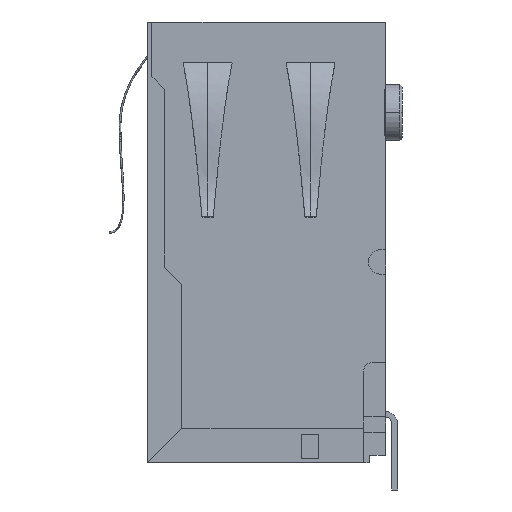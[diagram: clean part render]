
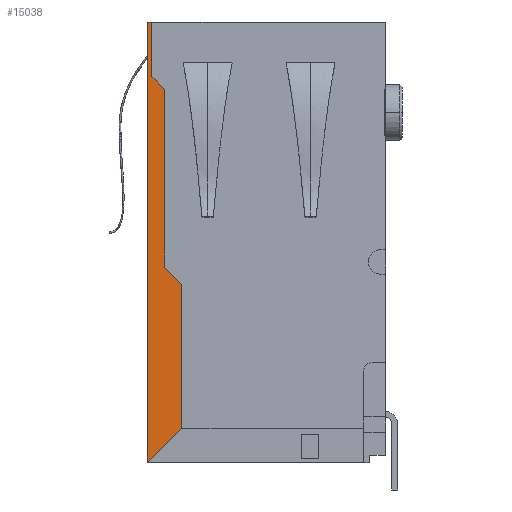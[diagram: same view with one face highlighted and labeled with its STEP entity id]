
A CAD part, left-side view. The second image highlights one B-rep face of the part: STEP entity #15038.
In plain terms, the highlighted planar face has unit normal (-1, 0, 0).
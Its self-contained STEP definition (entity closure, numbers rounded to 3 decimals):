
#657 = VERTEX_POINT ( 'NONE', #2621 ) ;
#658 = VERTEX_POINT ( 'NONE', #2626 ) ;
#664 = VERTEX_POINT ( 'NONE', #2629 ) ;
#665 = VERTEX_POINT ( 'NONE', #2691 ) ;
#675 = VERTEX_POINT ( 'NONE', #2686 ) ;
#676 = VERTEX_POINT ( 'NONE', #2672 ) ;
#2621 = CARTESIAN_POINT ( 'NONE',  ( -8.05, 5.935, 8.907 ) ) ;
#2626 = CARTESIAN_POINT ( 'NONE',  ( -8.05, 6.685, 9.657 ) ) ;
#2629 = CARTESIAN_POINT ( 'NONE',  ( -8.05, 4.935, -2.443 ) ) ;
#2672 = CARTESIAN_POINT ( 'NONE',  ( -8.05, 6.685, 12.84 ) ) ;
#2686 = CARTESIAN_POINT ( 'NONE',  ( -8.05, 4.935, -10.84 ) ) ;
#2691 = CARTESIAN_POINT ( 'NONE',  ( -8.05, 5.935, -1.443 ) ) ;
#4276 = EDGE_CURVE ( 'NONE', #8542, #8539, #9988, .T. ) ;
#4412 = EDGE_CURVE ( 'NONE', #8542, #675, #10205, .T. ) ;
#4424 = EDGE_CURVE ( 'NONE', #676, #658, #10229, .T. ) ;
#4425 = EDGE_CURVE ( 'NONE', #658, #657, #10231, .T. ) ;
#4426 = EDGE_CURVE ( 'NONE', #657, #665, #10233, .T. ) ;
#4427 = EDGE_CURVE ( 'NONE', #665, #664, #10235, .T. ) ;
#4428 = EDGE_CURVE ( 'NONE', #664, #675, #10237, .T. ) ;
#4442 = EDGE_CURVE ( 'NONE', #8539, #676, #10251, .T. ) ;
#6048 = AXIS2_PLACEMENT_3D ( 'NONE', #7986, #7996, #7997 ) ;
#7986 = CARTESIAN_POINT ( 'NONE',  ( -8.05, 6.935, -12.84 ) ) ;
#7992 = PLANE ( 'NONE',  #6048 ) ;
#7996 = DIRECTION ( 'NONE',  ( -1., 0., 0. ) ) ;
#7997 = DIRECTION ( 'NONE',  ( 0., 0., 1. ) ) ;
#8539 = VERTEX_POINT ( 'NONE', #11225 ) ;
#8542 = VERTEX_POINT ( 'NONE', #11228 ) ;
#9337 = CARTESIAN_POINT ( 'NONE',  ( -8.05, 6.935, -12.84 ) ) ;
#9343 = DIRECTION ( 'NONE',  ( 0., 0., 1. ) ) ;
#9988 = LINE ( 'NONE', #9337, #9993 ) ;
#9993 = VECTOR ( 'NONE', #9343, 1000. ) ;
#10205 = LINE ( 'NONE', #10544, #10208 ) ;
#10208 = VECTOR ( 'NONE', #10546, 1000. ) ;
#10229 = LINE ( 'NONE', #10568, #10232 ) ;
#10231 = LINE ( 'NONE', #10570, #10234 ) ;
#10232 = VECTOR ( 'NONE', #10569, 1000. ) ;
#10233 = LINE ( 'NONE', #10572, #10236 ) ;
#10234 = VECTOR ( 'NONE', #10571, 1000. ) ;
#10235 = LINE ( 'NONE', #10574, #10238 ) ;
#10236 = VECTOR ( 'NONE', #10573, 1000. ) ;
#10237 = LINE ( 'NONE', #10576, #10240 ) ;
#10238 = VECTOR ( 'NONE', #10575, 1000. ) ;
#10240 = VECTOR ( 'NONE', #10577, 1000. ) ;
#10251 = LINE ( 'NONE', #10628, #10258 ) ;
#10258 = VECTOR ( 'NONE', #10629, 1000. ) ;
#10544 = CARTESIAN_POINT ( 'NONE',  ( -8.05, 6.935, -12.84 ) ) ;
#10546 = DIRECTION ( 'NONE',  ( 0., -0.707, 0.707 ) ) ;
#10568 = CARTESIAN_POINT ( 'NONE',  ( -8.05, 6.685, -12.84 ) ) ;
#10569 = DIRECTION ( 'NONE',  ( 0., 0., -1. ) ) ;
#10570 = CARTESIAN_POINT ( 'NONE',  ( -8.05, -4.439, -1.466 ) ) ;
#10571 = DIRECTION ( 'NONE',  ( 0., -0.707, -0.707 ) ) ;
#10572 = CARTESIAN_POINT ( 'NONE',  ( -8.05, 5.935, -12.84 ) ) ;
#10573 = DIRECTION ( 'NONE',  ( 0., 0., -1. ) ) ;
#10574 = CARTESIAN_POINT ( 'NONE',  ( -8.05, 0.736, -6.641 ) ) ;
#10575 = DIRECTION ( 'NONE',  ( 0., -0.707, -0.707 ) ) ;
#10576 = CARTESIAN_POINT ( 'NONE',  ( -8.05, 4.935, -12.84 ) ) ;
#10577 = DIRECTION ( 'NONE',  ( 0., 0., -1. ) ) ;
#10628 = CARTESIAN_POINT ( 'NONE',  ( -8.05, 6.935, 12.84 ) ) ;
#10629 = DIRECTION ( 'NONE',  ( 0., -1., 0. ) ) ;
#11225 = CARTESIAN_POINT ( 'NONE',  ( -8.05, 6.935, 12.84 ) ) ;
#11228 = CARTESIAN_POINT ( 'NONE',  ( -8.05, 6.935, -12.84 ) ) ;
#12011 = FACE_OUTER_BOUND ( 'NONE', #13754, .T. ) ;
#13754 = EDGE_LOOP ( 'NONE', ( #14193, #14194, #14195, #14196, #14197, #14198, #14199, #14200 ) ) ;
#14193 = ORIENTED_EDGE ( 'NONE', *, *, #4428, .F. ) ;
#14194 = ORIENTED_EDGE ( 'NONE', *, *, #4427, .F. ) ;
#14195 = ORIENTED_EDGE ( 'NONE', *, *, #4426, .F. ) ;
#14196 = ORIENTED_EDGE ( 'NONE', *, *, #4425, .F. ) ;
#14197 = ORIENTED_EDGE ( 'NONE', *, *, #4424, .F. ) ;
#14198 = ORIENTED_EDGE ( 'NONE', *, *, #4442, .F. ) ;
#14199 = ORIENTED_EDGE ( 'NONE', *, *, #4276, .F. ) ;
#14200 = ORIENTED_EDGE ( 'NONE', *, *, #4412, .T. ) ;
#15038 = ADVANCED_FACE ( 'NONE', ( #12011 ), #7992, .T. ) ;
